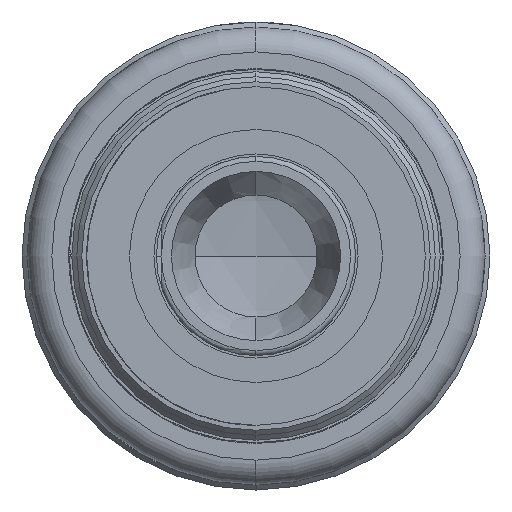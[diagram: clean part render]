
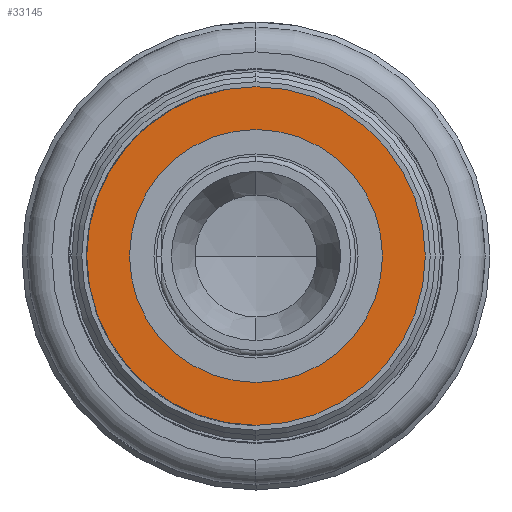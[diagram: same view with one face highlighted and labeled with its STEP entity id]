
A CAD part, left-side view. The second image highlights one B-rep face of the part: STEP entity #33145.
In plain terms, the highlighted planar face has unit normal (-1, 0, 0).
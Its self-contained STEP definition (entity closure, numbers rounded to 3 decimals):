
#3110 = DIRECTION ( 'NONE',  ( 0., 0., 1. ) ) ;
#3529 = FACE_OUTER_BOUND ( 'NONE', #20890, .T. ) ;
#7208 = CARTESIAN_POINT ( 'NONE',  ( -11.61, 0., 0. ) ) ;
#7656 = VERTEX_POINT ( 'NONE', #29727 ) ;
#7997 = CARTESIAN_POINT ( 'NONE',  ( -11.61, 0., -12.325 ) ) ;
#9055 = AXIS2_PLACEMENT_3D ( 'NONE', #49952, #23441, #54421 ) ;
#9387 = DIRECTION ( 'NONE',  ( 1., 0., 0. ) ) ;
#9594 = AXIS2_PLACEMENT_3D ( 'NONE', #27006, #9387, #40370 ) ;
#10692 = CARTESIAN_POINT ( 'NONE',  ( -11.61, 0., 0. ) ) ;
#11689 = DIRECTION ( 'NONE',  ( 0., 0., 1. ) ) ;
#13900 = FACE_BOUND ( 'NONE', #26641, .T. ) ;
#15140 = DIRECTION ( 'NONE',  ( 0., 0., 1. ) ) ;
#20890 = EDGE_LOOP ( 'NONE', ( #53051, #50982 ) ) ;
#22079 = AXIS2_PLACEMENT_3D ( 'NONE', #10692, #41694, #15140 ) ;
#23441 = DIRECTION ( 'NONE',  ( -1., 0., 0. ) ) ;
#24842 = CARTESIAN_POINT ( 'NONE',  ( -11.61, 0., 12.325 ) ) ;
#25808 = ORIENTED_EDGE ( 'NONE', *, *, #26806, .F. ) ;
#26641 = EDGE_LOOP ( 'NONE', ( #25808, #48049 ) ) ;
#26806 = EDGE_CURVE ( 'NONE', #57506, #53418, #34901, .T. ) ;
#27006 = CARTESIAN_POINT ( 'NONE',  ( -11.61, 17., 0. ) ) ;
#29649 = DIRECTION ( 'NONE',  ( -1., 0., 0. ) ) ;
#29727 = CARTESIAN_POINT ( 'NONE',  ( -11.61, 0., -17. ) ) ;
#30682 = CIRCLE ( 'NONE', #47113, 17. ) ;
#31451 = PLANE ( 'NONE',  #9594 ) ;
#33145 = ADVANCED_FACE ( 'NONE', ( #3529, #13900 ), #31451, .F. ) ;
#34310 = CARTESIAN_POINT ( 'NONE',  ( -11.61, 0., 17. ) ) ;
#34901 = CIRCLE ( 'NONE', #9055, 12.325 ) ;
#38088 = EDGE_CURVE ( 'NONE', #38136, #7656, #49524, .T. ) ;
#38136 = VERTEX_POINT ( 'NONE', #34310 ) ;
#38216 = DIRECTION ( 'NONE',  ( -1., 0., 0. ) ) ;
#40370 = DIRECTION ( 'NONE',  ( 0., 0., -1. ) ) ;
#41616 = EDGE_CURVE ( 'NONE', #7656, #38136, #30682, .T. ) ;
#41694 = DIRECTION ( 'NONE',  ( -1., 0., 0. ) ) ;
#42391 = AXIS2_PLACEMENT_3D ( 'NONE', #56205, #29649, #3110 ) ;
#47113 = AXIS2_PLACEMENT_3D ( 'NONE', #7208, #38216, #11689 ) ;
#47287 = CIRCLE ( 'NONE', #22079, 12.325 ) ;
#48049 = ORIENTED_EDGE ( 'NONE', *, *, #53674, .F. ) ;
#49524 = CIRCLE ( 'NONE', #42391, 17. ) ;
#49952 = CARTESIAN_POINT ( 'NONE',  ( -11.61, 0., 0. ) ) ;
#50982 = ORIENTED_EDGE ( 'NONE', *, *, #41616, .T. ) ;
#53051 = ORIENTED_EDGE ( 'NONE', *, *, #38088, .T. ) ;
#53418 = VERTEX_POINT ( 'NONE', #7997 ) ;
#53674 = EDGE_CURVE ( 'NONE', #53418, #57506, #47287, .T. ) ;
#54421 = DIRECTION ( 'NONE',  ( 0., 0., 1. ) ) ;
#56205 = CARTESIAN_POINT ( 'NONE',  ( -11.61, 0., 0. ) ) ;
#57506 = VERTEX_POINT ( 'NONE', #24842 ) ;
